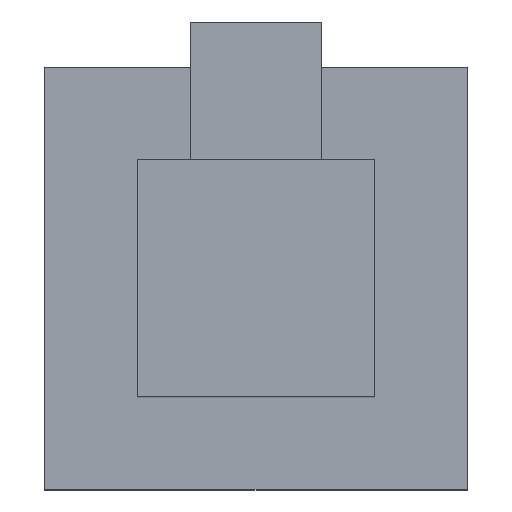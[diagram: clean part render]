
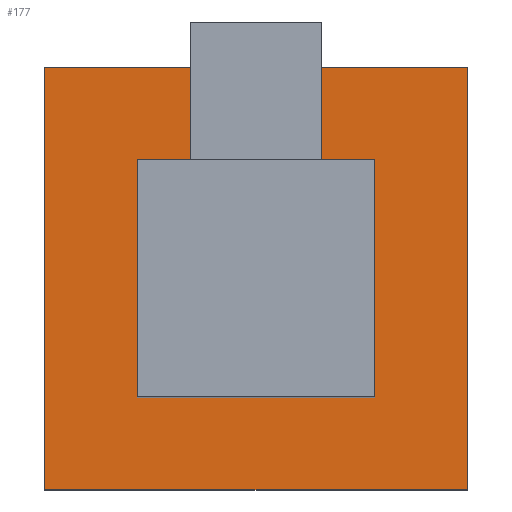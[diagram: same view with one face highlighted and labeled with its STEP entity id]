
A CAD part, top view. The second image highlights one B-rep face of the part: STEP entity #177.
In plain terms, the highlighted planar face has unit normal (0, 0, 1).
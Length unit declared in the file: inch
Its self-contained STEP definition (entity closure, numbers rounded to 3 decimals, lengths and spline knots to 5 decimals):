
#62=DIRECTION('',(0.,-1.,0.));
#63=VECTOR('',#62,2.);
#64=CARTESIAN_POINT('',(-1.,1.,0.375));
#65=LINE('',#64,#63);
#66=DIRECTION('',(-1.,0.,0.));
#67=VECTOR('',#66,2.);
#68=CARTESIAN_POINT('',(1.,1.,0.375));
#69=LINE('',#68,#67);
#70=DIRECTION('',(0.,1.,0.));
#71=VECTOR('',#70,2.);
#72=CARTESIAN_POINT('',(1.,-1.,0.375));
#73=LINE('',#72,#71);
#74=DIRECTION('',(1.,0.,0.));
#75=VECTOR('',#74,2.);
#76=CARTESIAN_POINT('',(-1.,-1.,0.375));
#77=LINE('',#76,#75);
#86=CARTESIAN_POINT('',(-1.,1.,0.375));
#87=CARTESIAN_POINT('',(-1.,-1.,0.375));
#88=VERTEX_POINT('',#86);
#89=VERTEX_POINT('',#87);
#90=CARTESIAN_POINT('',(1.,-1.,0.375));
#91=VERTEX_POINT('',#90);
#92=CARTESIAN_POINT('',(1.,1.,0.375));
#93=VERTEX_POINT('',#92);
#166=CARTESIAN_POINT('',(0.,0.,0.375));
#167=DIRECTION('',(0.,0.,1.));
#168=DIRECTION('',(1.,0.,0.));
#169=AXIS2_PLACEMENT_3D('',#166,#167,#168);
#170=PLANE('',#169);
#171=ORIENTED_EDGE('',*,*,#118,.F.);
#172=ORIENTED_EDGE('',*,*,#133,.F.);
#173=ORIENTED_EDGE('',*,*,#147,.F.);
#174=ORIENTED_EDGE('',*,*,#160,.F.);
#175=EDGE_LOOP('',(#171,#172,#173,#174));
#176=FACE_OUTER_BOUND('',#175,.F.);
#177=ADVANCED_FACE('',(#176),#170,.T.);
#118=EDGE_CURVE('',#88,#89,#65,.T.);
#133=EDGE_CURVE('',#93,#88,#69,.T.);
#147=EDGE_CURVE('',#91,#93,#73,.T.);
#160=EDGE_CURVE('',#89,#91,#77,.T.);
